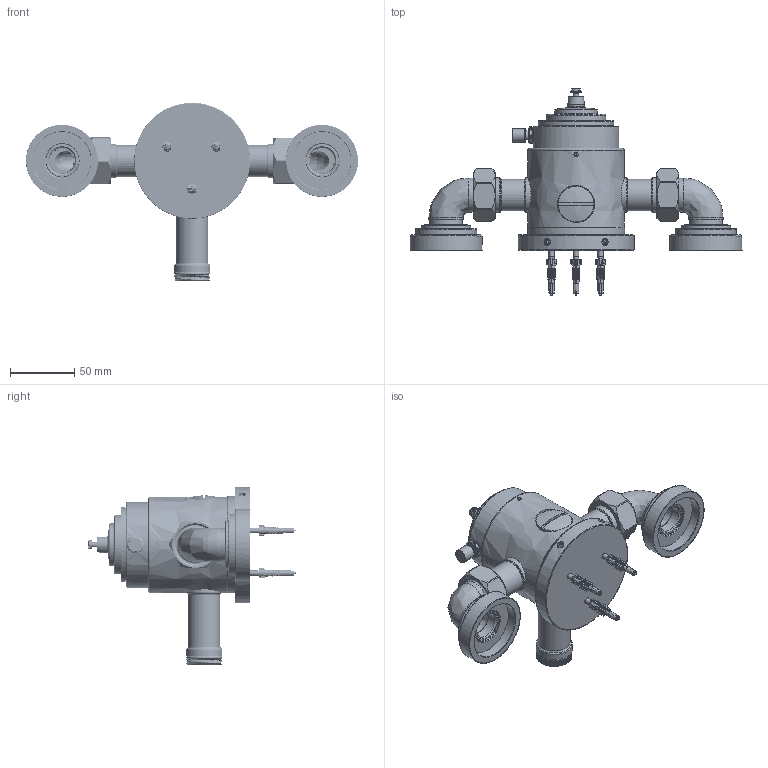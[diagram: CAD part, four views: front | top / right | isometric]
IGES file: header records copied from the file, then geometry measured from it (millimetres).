
Global section: file name: V740-A-F; native system: Autodesk Inventor 2018; preprocessor: unknown; author: gwilkes; date: 20180228.112121; units: millimetre
Bounding box: 257.92 x 161.05 x 138.5 mm (x, y, z)
Volume: 515677.5 mm3; surface area: 233075.6 mm2
Topology: 58 solids, 58 shells, 2176 faces, 6422 edges, 4440 vertices
Faces by surface type: bspline 2176
